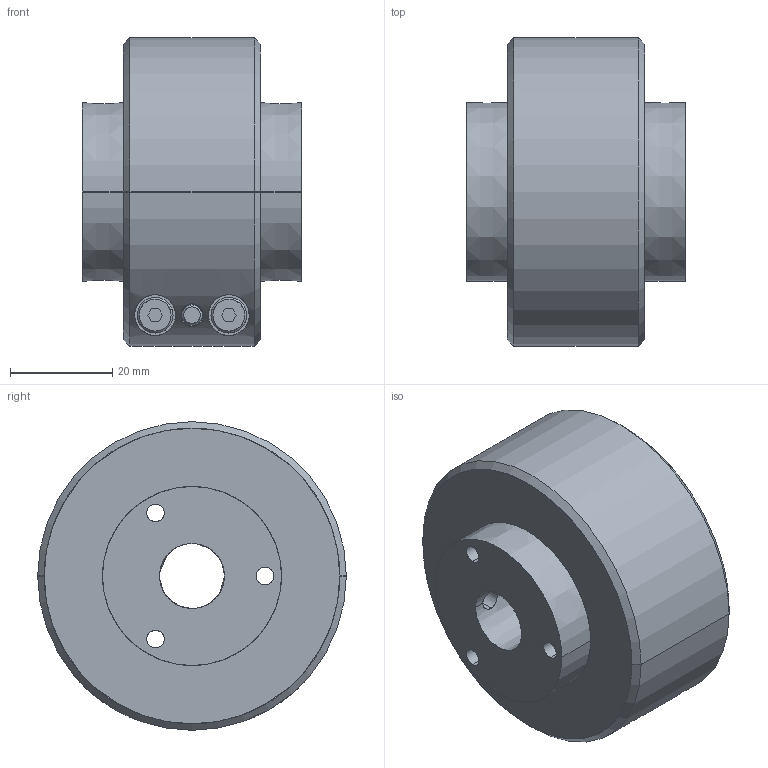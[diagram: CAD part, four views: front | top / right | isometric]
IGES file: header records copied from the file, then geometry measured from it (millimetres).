
Start section: SolidWorks IGES file using analytic representation for surfaces
Global section: file name: PH 1000.IGS; native system: SolidWorks 2010; preprocessor: SolidWorks 2010; author: Josh; date: 101103.224917; units: inch
Bounding box: 42.93 x 60.45 x 60.45 mm (x, y, z)
Surface area: 19910.7 mm2 (no closed solid volume)
Topology: 0 solids, 0 shells, 107 faces, 2568 edges, 2568 vertices
Faces by surface type: revolution 68, bspline 39
